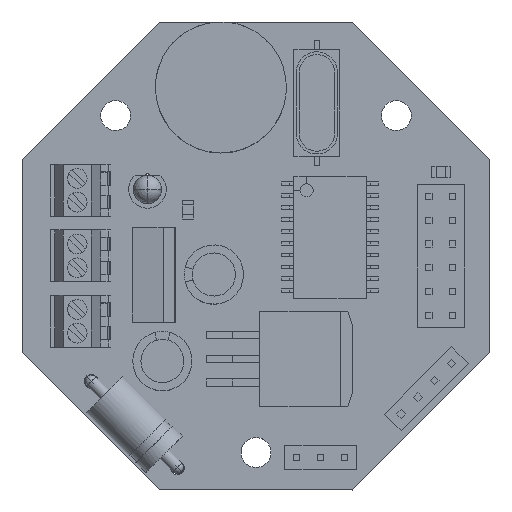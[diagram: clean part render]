
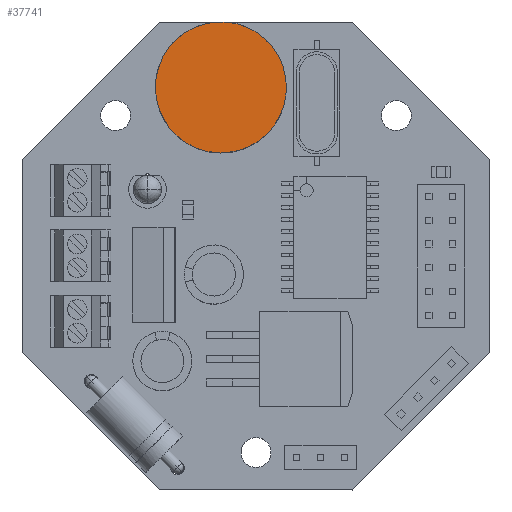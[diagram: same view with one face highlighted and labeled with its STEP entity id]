
A CAD part, top view. The second image highlights one B-rep face of the part: STEP entity #37741.
In plain terms, the highlighted planar face has unit normal (0, 0, 1).
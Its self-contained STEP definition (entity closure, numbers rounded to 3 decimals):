
#37645=CARTESIAN_POINT('Vertex',(-10.75,18.,7.9)) ;
#37661=CARTESIAN_POINT('Vertex',(3.25,18.,7.9)) ;
#37665=CARTESIAN_POINT('Control Point',(-10.75,18.,7.9)) ;
#37666=CARTESIAN_POINT('Control Point',(-10.75,16.9,7.9)) ;
#37667=CARTESIAN_POINT('Control Point',(-10.534,15.801,7.9)) ;
#37668=CARTESIAN_POINT('Control Point',(-10.102,14.758,7.9)) ;
#37669=CARTESIAN_POINT('Control Point',(-8.852,12.898,7.9)) ;
#37670=CARTESIAN_POINT('Control Point',(-6.992,11.648,7.9)) ;
#37671=CARTESIAN_POINT('Control Point',(-5.949,11.216,7.9)) ;
#37672=CARTESIAN_POINT('Control Point',(-3.75,10.784,7.9)) ;
#37673=CARTESIAN_POINT('Control Point',(-1.551,11.216,7.9)) ;
#37674=CARTESIAN_POINT('Control Point',(-0.508,11.648,7.9)) ;
#37675=CARTESIAN_POINT('Control Point',(1.352,12.898,7.9)) ;
#37676=CARTESIAN_POINT('Control Point',(2.602,14.758,7.9)) ;
#37677=CARTESIAN_POINT('Control Point',(3.034,15.801,7.9)) ;
#37678=CARTESIAN_POINT('Control Point',(3.25,16.9,7.9)) ;
#37679=CARTESIAN_POINT('Control Point',(3.25,18.,7.9)) ;
#37694=CARTESIAN_POINT('Control Point',(3.25,18.,7.9)) ;
#37695=CARTESIAN_POINT('Control Point',(3.25,19.1,7.9)) ;
#37696=CARTESIAN_POINT('Control Point',(3.034,20.199,7.9)) ;
#37697=CARTESIAN_POINT('Control Point',(2.602,21.242,7.9)) ;
#37698=CARTESIAN_POINT('Control Point',(1.352,23.102,7.9)) ;
#37699=CARTESIAN_POINT('Control Point',(-0.508,24.352,7.9)) ;
#37700=CARTESIAN_POINT('Control Point',(-1.551,24.784,7.9)) ;
#37701=CARTESIAN_POINT('Control Point',(-3.75,25.216,7.9)) ;
#37702=CARTESIAN_POINT('Control Point',(-5.949,24.784,7.9)) ;
#37703=CARTESIAN_POINT('Control Point',(-6.992,24.352,7.9)) ;
#37704=CARTESIAN_POINT('Control Point',(-8.852,23.102,7.9)) ;
#37705=CARTESIAN_POINT('Control Point',(-10.102,21.242,7.9)) ;
#37706=CARTESIAN_POINT('Control Point',(-10.534,20.199,7.9)) ;
#37707=CARTESIAN_POINT('Control Point',(-10.75,19.1,7.9)) ;
#37708=CARTESIAN_POINT('Control Point',(-10.75,18.,7.9)) ;
#37732=CARTESIAN_POINT('Axis2P3D Location',(3.25,18.,7.9)) ;
#37733=DIRECTION('Axis2P3D Direction',(-0.,0.,-1.)) ;
#37734=DIRECTION('Axis2P3D XDirection',(-1.,0.,0.)) ;
#37735=AXIS2_PLACEMENT_3D('Plane Axis2P3D',#37732,#37733,#37734) ;
#37738=ORIENTED_EDGE('',*,*,#37709,.T.) ;
#37739=ORIENTED_EDGE('',*,*,#37680,.T.) ;
#37741=ADVANCED_FACE('MANIFOLD_SOLID_BREP #37431',(#37740),#37736,.F.) ;
#37664=B_SPLINE_CURVE_WITH_KNOTS('',5,(#37665,#37666,#37667,#37668,#37669,#37670,#37671,#37672,#37673,#37674,#37675,#37676,#37677,#37678,#37679),.UNSPECIFIED.,.F.,.U.,(6,3,3,3,6),(-10.996,-5.498,0.,5.498,10.996),.UNSPECIFIED.) ;
#37693=B_SPLINE_CURVE_WITH_KNOTS('',5,(#37694,#37695,#37696,#37697,#37698,#37699,#37700,#37701,#37702,#37703,#37704,#37705,#37706,#37707,#37708),.UNSPECIFIED.,.F.,.U.,(6,3,3,3,6),(-10.996,-5.498,0.,5.498,10.996),.UNSPECIFIED.) ;
#37680=EDGE_CURVE('',#37646,#37662,#37664,.T.) ;
#37709=EDGE_CURVE('',#37662,#37646,#37693,.T.) ;
#37737=EDGE_LOOP('',(#37738,#37739)) ;
#37740=FACE_OUTER_BOUND('',#37737,.T.) ;
#37736=PLANE('',#37735) ;
#37646=VERTEX_POINT('',#37645) ;
#37662=VERTEX_POINT('',#37661) ;
